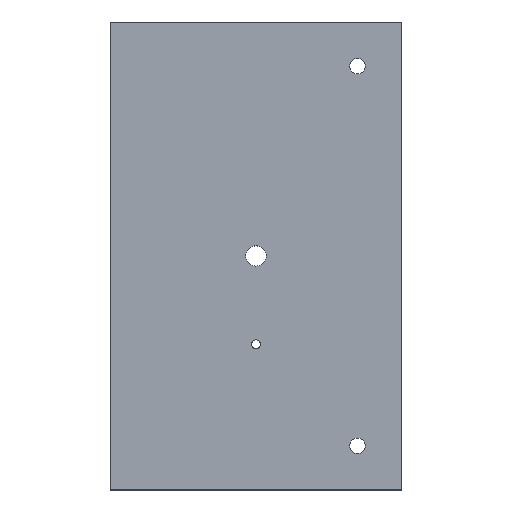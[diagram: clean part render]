
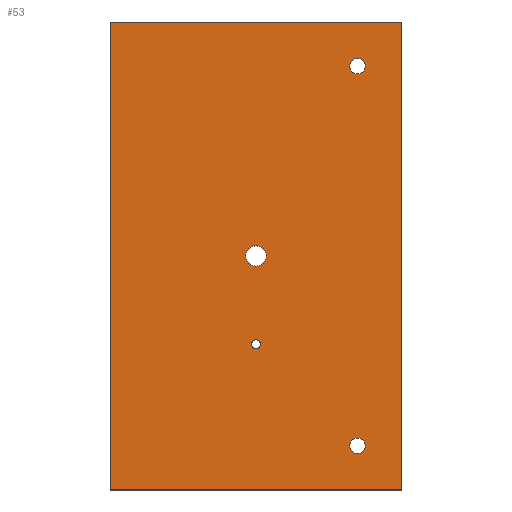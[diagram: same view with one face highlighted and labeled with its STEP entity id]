
A CAD part, top view. The second image highlights one B-rep face of the part: STEP entity #53.
In plain terms, the highlighted planar face has unit normal (0, 0, 1).
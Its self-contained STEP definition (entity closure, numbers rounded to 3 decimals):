
#53=ADVANCED_FACE('',(#350,#352,#354,#356,#358),#360,.T.);
#350=FACE_BOUND('',#351,.T.);
#351=EDGE_LOOP('',(#611,#612,#613,#614));
#352=FACE_BOUND('',#353,.T.);
#353=EDGE_LOOP('',(#615));
#354=FACE_BOUND('',#355,.T.);
#355=EDGE_LOOP('',(#616));
#356=FACE_BOUND('',#357,.T.);
#357=EDGE_LOOP('',(#617));
#358=FACE_BOUND('',#359,.T.);
#359=EDGE_LOOP('',(#618));
#360=PLANE('',#361);
#361=AXIS2_PLACEMENT_3D('',#362,#363,#364);
#362=CARTESIAN_POINT('',(0.,0.,4.));
#363=DIRECTION('',(0.,0.,1.));
#364=DIRECTION('',(-1.,0.,0.));
#611=ORIENTED_EDGE('',*,*,#771,.T.);
#612=ORIENTED_EDGE('',*,*,#772,.T.);
#613=ORIENTED_EDGE('',*,*,#773,.T.);
#614=ORIENTED_EDGE('',*,*,#774,.T.);
#615=ORIENTED_EDGE('',*,*,#775,.T.);
#616=ORIENTED_EDGE('',*,*,#776,.T.);
#617=ORIENTED_EDGE('',*,*,#777,.T.);
#618=ORIENTED_EDGE('',*,*,#778,.T.);
#771=EDGE_CURVE('',#851,#852,#853,.T.);
#772=EDGE_CURVE('',#852,#854,#855,.T.);
#773=EDGE_CURVE('',#854,#856,#857,.T.);
#774=EDGE_CURVE('',#856,#851,#858,.T.);
#775=EDGE_CURVE('',#859,#859,#860,.F.);
#776=EDGE_CURVE('',#861,#861,#862,.F.);
#777=EDGE_CURVE('',#863,#863,#864,.F.);
#778=EDGE_CURVE('',#865,#865,#866,.F.);
#851=VERTEX_POINT('',#987);
#852=VERTEX_POINT('',#988);
#853=LINE('',#989,#990);
#854=VERTEX_POINT('',#992);
#855=LINE('',#993,#994);
#856=VERTEX_POINT('',#996);
#857=LINE('',#997,#998);
#858=LINE('',#1000,#1001);
#859=VERTEX_POINT('',#1003);
#860=CIRCLE('',#1004,4.35);
#861=VERTEX_POINT('',#1008);
#862=CIRCLE('',#1009,4.35);
#863=VERTEX_POINT('',#1013);
#864=CIRCLE('',#1014,5.75);
#865=VERTEX_POINT('',#1018);
#866=CIRCLE('',#1019,2.5);
#987=CARTESIAN_POINT('',(-82.5,132.5,4.));
#988=CARTESIAN_POINT('',(-82.5,-132.5,4.));
#989=CARTESIAN_POINT('',(-82.5,132.5,4.));
#990=VECTOR('',#991,1.);
#991=DIRECTION('',(0.,-1.,0.));
#992=CARTESIAN_POINT('',(82.5,-132.5,4.));
#993=CARTESIAN_POINT('',(-82.5,-132.5,4.));
#994=VECTOR('',#995,1.);
#995=DIRECTION('',(1.,0.,0.));
#996=CARTESIAN_POINT('',(82.5,132.5,4.));
#997=CARTESIAN_POINT('',(82.5,-132.5,4.));
#998=VECTOR('',#999,1.);
#999=DIRECTION('',(0.,1.,0.));
#1000=CARTESIAN_POINT('',(82.5,132.5,4.));
#1001=VECTOR('',#1002,1.);
#1002=DIRECTION('',(-1.,0.,0.));
#1003=CARTESIAN_POINT('',(57.5,-103.15,4.));
#1004=AXIS2_PLACEMENT_3D('',#1005,#1006,#1007);
#1005=CARTESIAN_POINT('',(57.5,-107.5,4.));
#1006=DIRECTION('',(0.,0.,1.));
#1007=DIRECTION('',(0.,1.,0.));
#1008=CARTESIAN_POINT('',(57.5,111.85,4.));
#1009=AXIS2_PLACEMENT_3D('',#1010,#1011,#1012);
#1010=CARTESIAN_POINT('',(57.5,107.5,4.));
#1011=DIRECTION('',(0.,0.,1.));
#1012=DIRECTION('',(0.,1.,0.));
#1013=CARTESIAN_POINT('',(0.,5.75,4.));
#1014=AXIS2_PLACEMENT_3D('',#1015,#1016,#1017);
#1015=CARTESIAN_POINT('',(0.,0.,4.));
#1016=DIRECTION('',(0.,0.,1.));
#1017=DIRECTION('',(0.,1.,0.));
#1018=CARTESIAN_POINT('',(0.,-47.5,4.));
#1019=AXIS2_PLACEMENT_3D('',#1020,#1021,#1022);
#1020=CARTESIAN_POINT('',(0.,-50.,4.));
#1021=DIRECTION('',(0.,0.,1.));
#1022=DIRECTION('',(0.,1.,0.));
